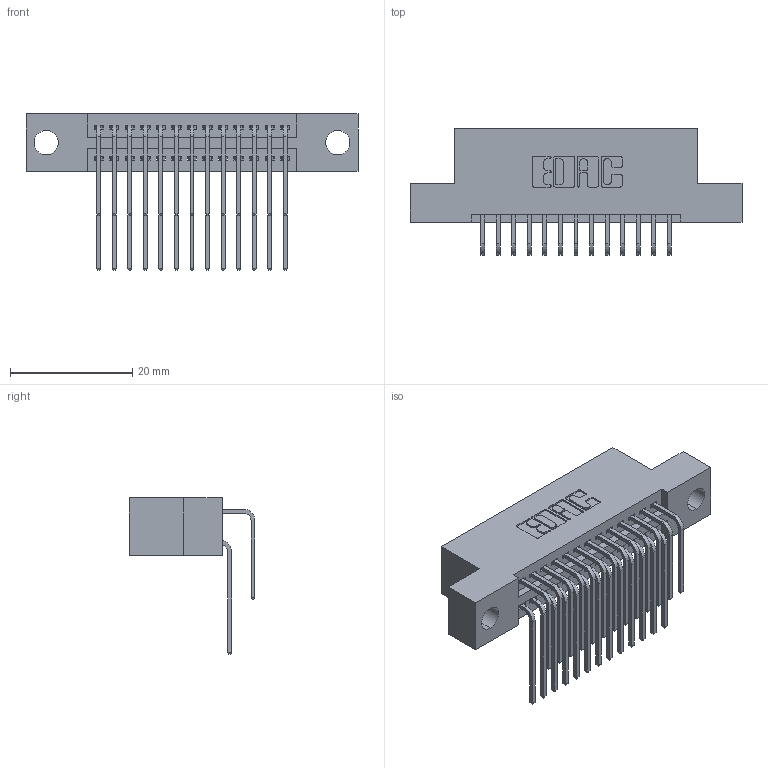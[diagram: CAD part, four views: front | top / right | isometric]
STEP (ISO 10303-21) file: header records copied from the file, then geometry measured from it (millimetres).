
FILE_DESCRIPTION (( 'STEP AP203' ), '1' );
FILE_NAME ('345-026-559-204.STEP', '2018-08-22T03:55:54', ( '' ), ( '' ), 'SwSTEP 2.0', 'SolidWorks 2016', '' );
FILE_SCHEMA (( 'CONFIG_CONTROL_DESIGN' ));
Length unit declared in the file: inch
Products named in the file (4): 345-292-001_559 Tail - 2; 345-026-559-204; 345 Part_Flush Mounting Lugs - 0.156 Dia-TH; 345-292-001_558 559 Tail - 1
Assembly tree (27 placements, depth 2):
  345-026-559-204
    345 Part_Flush Mounting Lugs - 0.156 Dia-TH
    345-292-001_558 559 Tail - 1  x13
    345-292-001_559 Tail - 2  x13
Bounding box: 54.23 x 20.56 x 25.53 mm (x, y, z)
Volume: 5060.8 mm3; surface area: 7439.5 mm2
Topology: 27 solids, 27 shells, 1478 faces, 4371 edges, 2878 vertices
Faces by surface type: plane 990, cylinder 488
Entity records: 15759 total; most frequent: CARTESIAN_POINT 2715, ORIENTED_EDGE 2598, DIRECTION 2403, EDGE_CURVE 1299, VECTOR 1075, LINE 1075, VERTEX_POINT 862, AXIS2_PLACEMENT_3D 664
